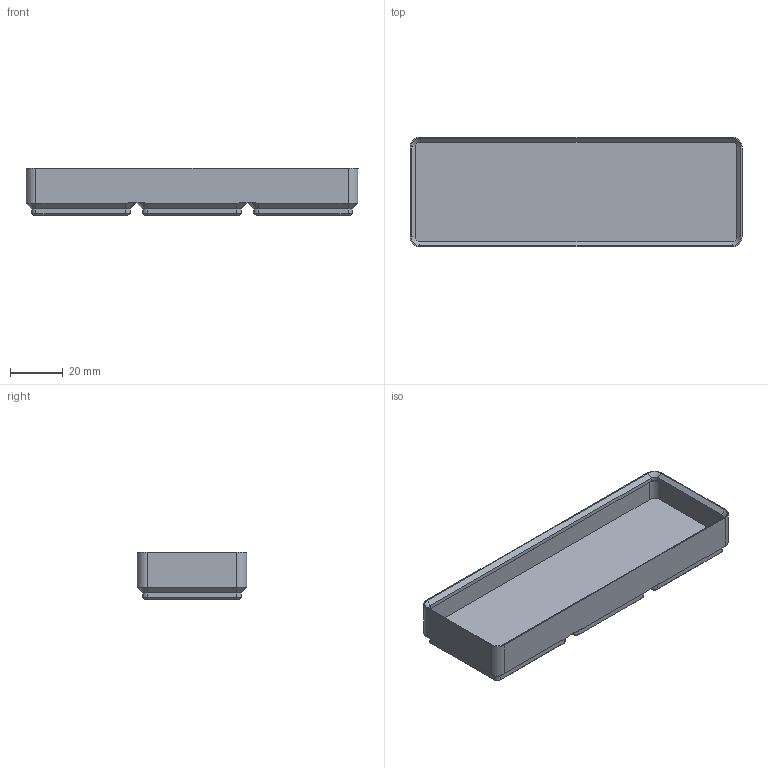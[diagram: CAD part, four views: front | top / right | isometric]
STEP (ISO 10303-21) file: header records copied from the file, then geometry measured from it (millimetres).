
FILE_DESCRIPTION(/* description */ (''),/* implementation_level */ '2;1');
FILE_NAME(/* name */ 'GF_LITE_Magnet_3x1x2.step',/* time_stamp */ '2023-01-14T12:54:28Z',/* author */ (''),/* organization */ (''),/* preprocessor_version */ 'ST-DEVELOPER v19.2',/* originating_system */ 'Autodesk Translation Framework v11.17.0.187',/* authorisation */ '');
FILE_SCHEMA (('AUTOMOTIVE_DESIGN { 1 0 10303 214 3 1 1 }'));
Length unit declared in the file: millimetre
Products named in the file (1): Block_Base
Bounding box: 125.5 x 41.5 x 18 mm (x, y, z)
Volume: 28890 mm3; surface area: 21124.4 mm2
Topology: 1 solids, 1 shells, 301 faces, 710 edges, 424 vertices
Faces by surface type: plane 221, cylinder 48, cone 32
Full cylindrical faces by diameter (mm): 3 x12, 6.5 x12
Entity records: 8489 total; most frequent: DIRECTION 1510, CARTESIAN_POINT 1452, ORIENTED_EDGE 1420, EDGE_CURVE 710, AXIS2_PLACEMENT_3D 506, LINE 498, VECTOR 498, VERTEX_POINT 424
